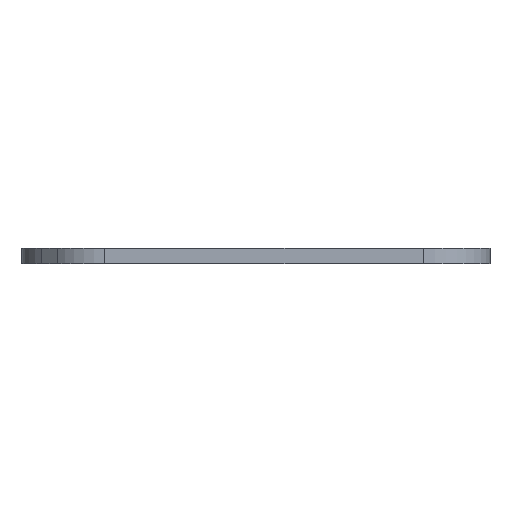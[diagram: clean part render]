
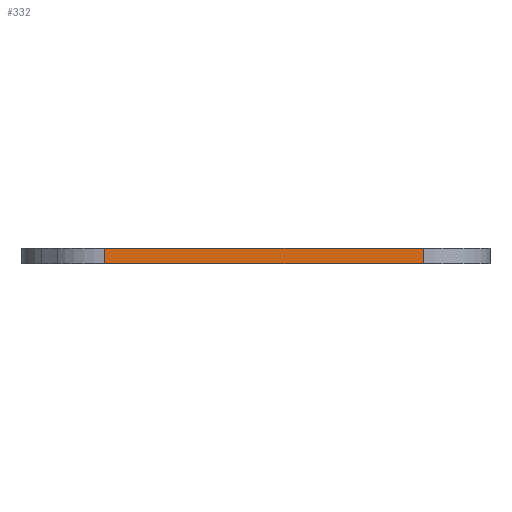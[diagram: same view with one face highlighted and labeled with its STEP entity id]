
A CAD part, left-side view. The second image highlights one B-rep face of the part: STEP entity #332.
In plain terms, the highlighted planar face has unit normal (-1, 0, 0).
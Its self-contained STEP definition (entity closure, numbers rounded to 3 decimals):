
#51 = CARTESIAN_POINT ( 'NONE',  ( 8.385, 86.08, 3.175 ) ) ;
#53 = AXIS2_PLACEMENT_3D ( 'NONE', #1670, #1781, #1231 ) ;
#120 = CARTESIAN_POINT ( 'NONE',  ( 8.385, 86.08, 3.175 ) ) ;
#290 = EDGE_CURVE ( 'NONE', #785, #1541, #948, .T. ) ;
#320 = VERTEX_POINT ( 'NONE', #1070 ) ;
#332 = ADVANCED_FACE ( 'NONE', ( #352 ), #925, .F. ) ;
#352 = FACE_OUTER_BOUND ( 'NONE', #645, .T. ) ;
#488 = EDGE_CURVE ( 'NONE', #736, #785, #839, .T. ) ;
#522 = EDGE_CURVE ( 'NONE', #320, #1541, #527, .T. ) ;
#527 = LINE ( 'NONE', #558, #1206 ) ;
#537 = ORIENTED_EDGE ( 'NONE', *, *, #1628, .T. ) ;
#558 = CARTESIAN_POINT ( 'NONE',  ( 8.385, 86.08, 0. ) ) ;
#645 = EDGE_LOOP ( 'NONE', ( #1123, #1240, #1739, #537 ) ) ;
#699 = DIRECTION ( 'NONE',  ( 0., -1., 0. ) ) ;
#719 = VECTOR ( 'NONE', #699, 1000. ) ;
#736 = VERTEX_POINT ( 'NONE', #51 ) ;
#785 = VERTEX_POINT ( 'NONE', #1076 ) ;
#839 = LINE ( 'NONE', #120, #719 ) ;
#889 = DIRECTION ( 'NONE',  ( 0., 0., -1. ) ) ;
#925 = PLANE ( 'NONE',  #53 ) ;
#948 = LINE ( 'NONE', #1646, #1729 ) ;
#1070 = CARTESIAN_POINT ( 'NONE',  ( 8.385, 86.08, 0. ) ) ;
#1076 = CARTESIAN_POINT ( 'NONE',  ( 8.385, 20.461, 3.175 ) ) ;
#1111 = LINE ( 'NONE', #1691, #1408 ) ;
#1123 = ORIENTED_EDGE ( 'NONE', *, *, #522, .T. ) ;
#1206 = VECTOR ( 'NONE', #1556, 1000. ) ;
#1231 = DIRECTION ( 'NONE',  ( 0., 1., 0. ) ) ;
#1240 = ORIENTED_EDGE ( 'NONE', *, *, #290, .F. ) ;
#1246 = CARTESIAN_POINT ( 'NONE',  ( 8.385, 20.461, 0. ) ) ;
#1408 = VECTOR ( 'NONE', #889, 1000. ) ;
#1541 = VERTEX_POINT ( 'NONE', #1246 ) ;
#1556 = DIRECTION ( 'NONE',  ( 0., -1., 0. ) ) ;
#1628 = EDGE_CURVE ( 'NONE', #736, #320, #1111, .T. ) ;
#1646 = CARTESIAN_POINT ( 'NONE',  ( 8.385, 20.461, 3.175 ) ) ;
#1670 = CARTESIAN_POINT ( 'NONE',  ( 8.385, 86.08, 3.175 ) ) ;
#1691 = CARTESIAN_POINT ( 'NONE',  ( 8.385, 86.08, 3.175 ) ) ;
#1729 = VECTOR ( 'NONE', #1809, 1000. ) ;
#1739 = ORIENTED_EDGE ( 'NONE', *, *, #488, .F. ) ;
#1781 = DIRECTION ( 'NONE',  ( 1., 0., 0. ) ) ;
#1809 = DIRECTION ( 'NONE',  ( 0., 0., -1. ) ) ;
